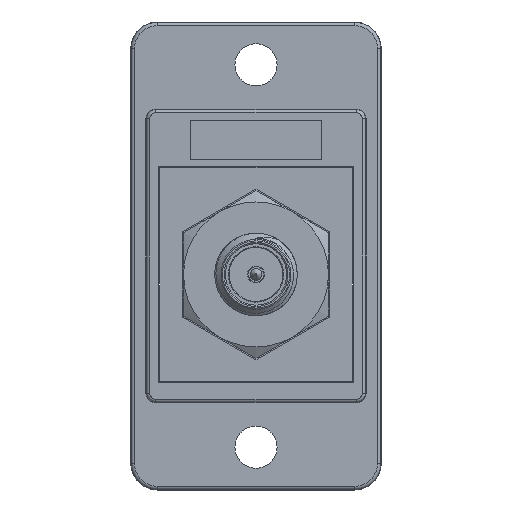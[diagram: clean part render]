
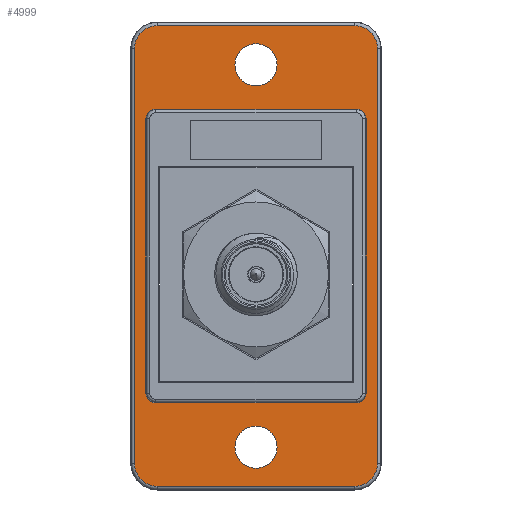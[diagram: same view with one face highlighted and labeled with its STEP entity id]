
A CAD part, front view. The second image highlights one B-rep face of the part: STEP entity #4999.
In plain terms, the highlighted planar face has unit normal (0, -1, 0).
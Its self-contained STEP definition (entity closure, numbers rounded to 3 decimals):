
#84=FACE_BOUND('',#676,.T.);
#85=FACE_BOUND('',#677,.T.);
#86=FACE_BOUND('',#678,.T.);
#148=PLANE('',#5335);
#395=FACE_OUTER_BOUND('',#675,.T.);
#675=EDGE_LOOP('',(#3534,#3535,#3536,#3537,#3538,#3539,#3540,#3541));
#676=EDGE_LOOP('',(#3542,#3543,#3544,#3545,#3546,#3547,#3548,#3549));
#677=EDGE_LOOP('',(#3550));
#678=EDGE_LOOP('',(#3551));
#927=CIRCLE('',#5299,0.75);
#928=CIRCLE('',#5302,0.75);
#932=CIRCLE('',#5310,1.714);
#936=CIRCLE('',#5316,1.714);
#940=CIRCLE('',#5322,1.714);
#944=CIRCLE('',#5328,1.714);
#947=CIRCLE('',#5336,0.75);
#948=CIRCLE('',#5337,0.75);
#949=CIRCLE('',#5338,1.6);
#950=CIRCLE('',#5339,1.6);
#1265=LINE('',#8959,#1675);
#1268=LINE('',#8967,#1678);
#1277=LINE('',#8990,#1687);
#1278=LINE('',#9001,#1688);
#1280=LINE('',#9013,#1690);
#1282=LINE('',#9025,#1692);
#1291=LINE('',#9050,#1701);
#1292=LINE('',#9054,#1702);
#1675=VECTOR('',#5915,10.);
#1678=VECTOR('',#5924,10.);
#1687=VECTOR('',#5941,10.);
#1688=VECTOR('',#5954,10.);
#1690=VECTOR('',#5968,10.);
#1692=VECTOR('',#5982,10.);
#1701=VECTOR('',#6011,10.);
#1702=VECTOR('',#6014,10.);
#2121=VERTEX_POINT('',#8951);
#2122=VERTEX_POINT('',#8953);
#2123=VERTEX_POINT('',#8957);
#2124=VERTEX_POINT('',#8961);
#2125=VERTEX_POINT('',#8965);
#2132=VERTEX_POINT('',#8983);
#2135=VERTEX_POINT('',#8988);
#2137=VERTEX_POINT('',#8993);
#2139=VERTEX_POINT('',#8999);
#2141=VERTEX_POINT('',#9005);
#2143=VERTEX_POINT('',#9011);
#2145=VERTEX_POINT('',#9017);
#2147=VERTEX_POINT('',#9023);
#2153=VERTEX_POINT('',#9049);
#2154=VERTEX_POINT('',#9051);
#2155=VERTEX_POINT('',#9053);
#2156=VERTEX_POINT('',#9056);
#2157=VERTEX_POINT('',#9058);
#2637=EDGE_CURVE('',#2121,#2122,#927,.F.);
#2640=EDGE_CURVE('',#2123,#2121,#1265,.T.);
#2642=EDGE_CURVE('',#2124,#2123,#928,.F.);
#2644=EDGE_CURVE('',#2125,#2124,#1268,.T.);
#2655=EDGE_CURVE('',#2135,#2132,#1277,.T.);
#2657=EDGE_CURVE('',#2137,#2135,#932,.T.);
#2660=EDGE_CURVE('',#2139,#2137,#1278,.T.);
#2663=EDGE_CURVE('',#2141,#2139,#936,.T.);
#2666=EDGE_CURVE('',#2143,#2141,#1280,.T.);
#2669=EDGE_CURVE('',#2145,#2143,#940,.T.);
#2672=EDGE_CURVE('',#2147,#2145,#1282,.T.);
#2675=EDGE_CURVE('',#2132,#2147,#944,.T.);
#2685=EDGE_CURVE('',#2122,#2153,#1291,.T.);
#2686=EDGE_CURVE('',#2154,#2125,#947,.F.);
#2687=EDGE_CURVE('',#2155,#2154,#1292,.T.);
#2688=EDGE_CURVE('',#2153,#2155,#948,.F.);
#2689=EDGE_CURVE('',#2156,#2156,#949,.T.);
#2690=EDGE_CURVE('',#2157,#2157,#950,.T.);
#3534=ORIENTED_EDGE('',*,*,#2655,.F.);
#3535=ORIENTED_EDGE('',*,*,#2657,.F.);
#3536=ORIENTED_EDGE('',*,*,#2660,.F.);
#3537=ORIENTED_EDGE('',*,*,#2663,.F.);
#3538=ORIENTED_EDGE('',*,*,#2666,.F.);
#3539=ORIENTED_EDGE('',*,*,#2669,.F.);
#3540=ORIENTED_EDGE('',*,*,#2672,.F.);
#3541=ORIENTED_EDGE('',*,*,#2675,.F.);
#3542=ORIENTED_EDGE('',*,*,#2685,.F.);
#3543=ORIENTED_EDGE('',*,*,#2637,.F.);
#3544=ORIENTED_EDGE('',*,*,#2640,.F.);
#3545=ORIENTED_EDGE('',*,*,#2642,.F.);
#3546=ORIENTED_EDGE('',*,*,#2644,.F.);
#3547=ORIENTED_EDGE('',*,*,#2686,.F.);
#3548=ORIENTED_EDGE('',*,*,#2687,.F.);
#3549=ORIENTED_EDGE('',*,*,#2688,.F.);
#3550=ORIENTED_EDGE('',*,*,#2689,.T.);
#3551=ORIENTED_EDGE('',*,*,#2690,.T.);
#4999=ADVANCED_FACE('',(#395,#84,#85,#86),#148,.T.);
#5299=AXIS2_PLACEMENT_3D('',#8954,#5909,#5910);
#5302=AXIS2_PLACEMENT_3D('',#8963,#5919,#5920);
#5310=AXIS2_PLACEMENT_3D('',#8995,#5946,#5947);
#5316=AXIS2_PLACEMENT_3D('',#9007,#5960,#5961);
#5322=AXIS2_PLACEMENT_3D('',#9019,#5974,#5975);
#5328=AXIS2_PLACEMENT_3D('',#9029,#5988,#5989);
#5335=AXIS2_PLACEMENT_3D('',#9048,#6009,#6010);
#5336=AXIS2_PLACEMENT_3D('',#9052,#6012,#6013);
#5337=AXIS2_PLACEMENT_3D('',#9055,#6015,#6016);
#5338=AXIS2_PLACEMENT_3D('',#9057,#6017,#6018);
#5339=AXIS2_PLACEMENT_3D('',#9059,#6019,#6020);
#5909=DIRECTION('center_axis',(0.,1.,0.));
#5910=DIRECTION('ref_axis',(0.707,0.,0.707));
#5915=DIRECTION('',(0.,0.,1.));
#5919=DIRECTION('center_axis',(0.,1.,0.));
#5920=DIRECTION('ref_axis',(0.707,0.,-0.707));
#5924=DIRECTION('',(1.,0.,0.));
#5941=DIRECTION('',(-1.,0.,0.));
#5946=DIRECTION('center_axis',(0.,1.,0.));
#5947=DIRECTION('ref_axis',(0.707,0.,-0.707));
#5954=DIRECTION('',(0.,0.,-1.));
#5960=DIRECTION('center_axis',(0.,1.,0.));
#5961=DIRECTION('ref_axis',(0.707,0.,0.707));
#5968=DIRECTION('',(1.,0.,0.));
#5974=DIRECTION('center_axis',(0.,1.,0.));
#5975=DIRECTION('ref_axis',(-0.707,0.,0.707));
#5982=DIRECTION('',(0.,0.,1.));
#5988=DIRECTION('center_axis',(0.,1.,0.));
#5989=DIRECTION('ref_axis',(-0.707,0.,-0.707));
#6009=DIRECTION('center_axis',(0.,-1.,0.));
#6010=DIRECTION('ref_axis',(0.,0.,-1.));
#6011=DIRECTION('',(-1.,0.,0.));
#6012=DIRECTION('center_axis',(0.,1.,0.));
#6013=DIRECTION('ref_axis',(-0.707,0.,-0.707));
#6014=DIRECTION('',(0.,0.,-1.));
#6015=DIRECTION('center_axis',(0.,1.,0.));
#6016=DIRECTION('ref_axis',(-0.707,0.,0.707));
#6017=DIRECTION('center_axis',(0.,1.,0.));
#6018=DIRECTION('ref_axis',(0.,0.,-1.));
#6019=DIRECTION('center_axis',(0.,1.,0.));
#6020=DIRECTION('ref_axis',(0.,0.,-1.));
#8951=CARTESIAN_POINT('',(8.35,-2.3,11.8));
#8953=CARTESIAN_POINT('',(7.6,-2.3,12.55));
#8954=CARTESIAN_POINT('Origin',(7.6,-2.3,11.8));
#8957=CARTESIAN_POINT('',(8.35,-2.3,-9.));
#8959=CARTESIAN_POINT('',(8.35,-2.3,6.975));
#8961=CARTESIAN_POINT('',(7.6,-2.3,-9.75));
#8963=CARTESIAN_POINT('Origin',(7.6,-2.3,-9.));
#8965=CARTESIAN_POINT('',(-7.6,-2.3,-9.75));
#8967=CARTESIAN_POINT('',(4.175,-2.3,-9.75));
#8983=CARTESIAN_POINT('',(-7.5,-2.3,-16.064));
#8988=CARTESIAN_POINT('',(7.5,-2.3,-16.064));
#8990=CARTESIAN_POINT('',(4.75,-2.3,-16.064));
#8993=CARTESIAN_POINT('',(9.214,-2.3,-14.35));
#8995=CARTESIAN_POINT('Origin',(7.5,-2.3,-14.35));
#8999=CARTESIAN_POINT('',(9.214,-2.3,17.15));
#9001=CARTESIAN_POINT('',(9.214,-2.3,10.275));
#9005=CARTESIAN_POINT('',(7.5,-2.3,18.864));
#9007=CARTESIAN_POINT('Origin',(7.5,-2.3,17.15));
#9011=CARTESIAN_POINT('',(-7.5,-2.3,18.864));
#9013=CARTESIAN_POINT('',(-4.75,-2.3,18.864));
#9017=CARTESIAN_POINT('',(-9.214,-2.3,17.15));
#9019=CARTESIAN_POINT('Origin',(-7.5,-2.3,17.15));
#9023=CARTESIAN_POINT('',(-9.214,-2.3,-14.35));
#9025=CARTESIAN_POINT('',(-9.214,-2.3,-7.475));
#9029=CARTESIAN_POINT('Origin',(-7.5,-2.3,-14.35));
#9048=CARTESIAN_POINT('Origin',(0.,-2.3,1.4));
#9049=CARTESIAN_POINT('',(-7.6,-2.3,12.55));
#9050=CARTESIAN_POINT('',(-4.175,-2.3,12.55));
#9051=CARTESIAN_POINT('',(-8.35,-2.3,-9.));
#9052=CARTESIAN_POINT('Origin',(-7.6,-2.3,-9.));
#9053=CARTESIAN_POINT('',(-8.35,-2.3,11.8));
#9054=CARTESIAN_POINT('',(-8.35,-2.3,-4.175));
#9055=CARTESIAN_POINT('Origin',(-7.6,-2.3,11.8));
#9056=CARTESIAN_POINT('',(0.,-2.3,17.5));
#9057=CARTESIAN_POINT('Origin',(0.,-2.3,15.9));
#9058=CARTESIAN_POINT('',(0.,-2.3,-11.5));
#9059=CARTESIAN_POINT('Origin',(0.,-2.3,-13.1));
